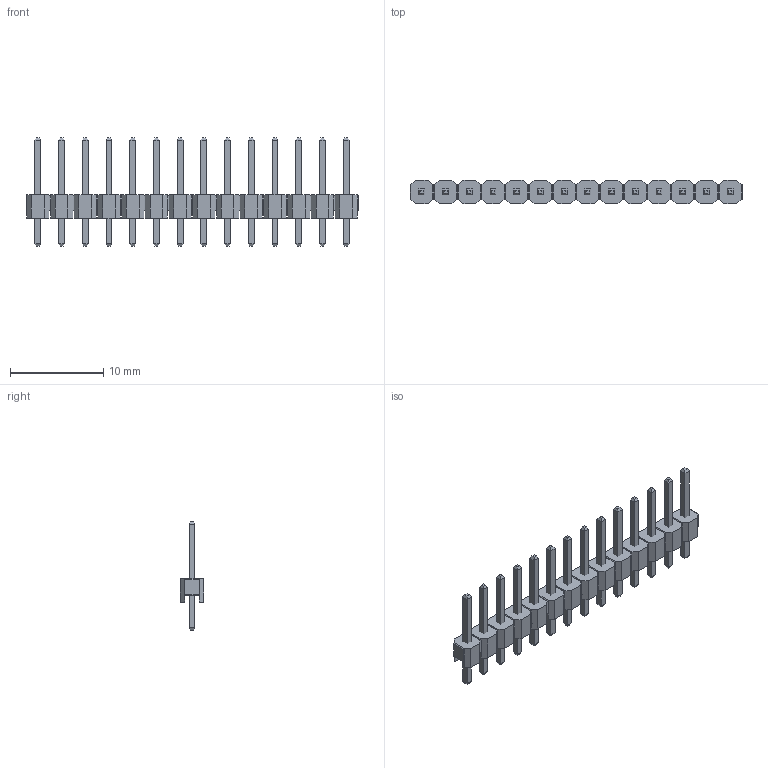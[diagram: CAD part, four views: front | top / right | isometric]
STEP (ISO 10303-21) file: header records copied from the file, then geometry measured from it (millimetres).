
FILE_DESCRIPTION(('STEP AP242'), '1');
FILE_NAME('PLS14-', '', ('UNSPECIFIED'), ('UNSPECIFIED'), 'C3D Converter', 'C3D Toolkit', '');
FILE_SCHEMA(('AP242_MANAGED_MODEL_BASED_3D_ENGINEERING_MIM_LF { 1 0 10303 442 1 1 4 }'));
Length unit declared in the file: millimetre
Assembly tree (10 placements, depth 3):
  (unnamed)
    (unnamed)  x2
      (unnamed)
      (unnamed)
Bounding box: 35.56 x 2.54 x 11.6 mm (x, y, z)
Volume: 228.9 mm3; surface area: 840.5 mm2
Topology: 16 solids, 16 shells, 456 faces, 992 edges, 568 vertices
Faces by surface type: plane 456
Entity records: 5361 total; most frequent: CARTESIAN_POINT 671, ORIENTED_EDGE 656, DIRECTION 638, EDGE_CURVE 328, LINE 328, VECTOR 328, VERTEX_POINT 188, AXIS2_PLACEMENT_3D 155
